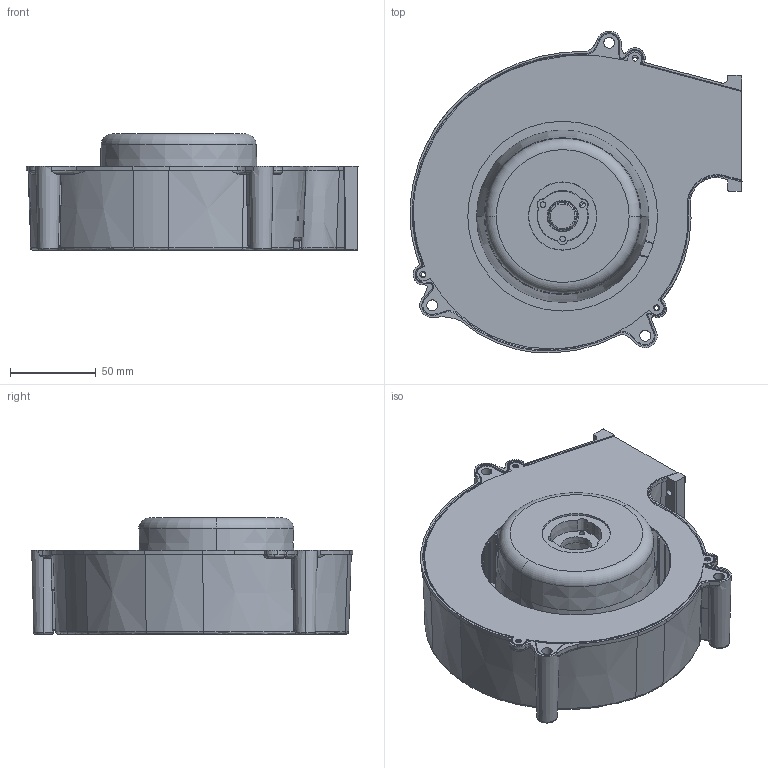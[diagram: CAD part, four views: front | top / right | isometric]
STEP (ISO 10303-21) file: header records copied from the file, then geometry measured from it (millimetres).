
FILE_DESCRIPTION (( 'STEP AP203' ), '1' );
FILE_NAME ('OAB908AN_m0.stp', '2022-08-09T16:36:54', ( '' ), ( '' ), 'SwSTEP 2.0', 'SolidWorks 2018', '' );
FILE_SCHEMA (( 'CONFIG_CONTROL_DESIGN' ));
Length unit declared in the file: millimetre
Products named in the file (1): OAB908AN_m0
Bounding box: 194.13 x 188.23 x 68 mm (x, y, z)
Volume: 293517.1 mm3; surface area: 262063.2 mm2
Topology: 3 solids, 3 shells, 1224 faces, 3496 edges, 2186 vertices
Faces by surface type: cylinder 302, cone 283, plane 262, bspline 220, torus 128, sphere 29
Entity records: 62816 total; most frequent: CARTESIAN_POINT 35354, ORIENTED_EDGE 6954, DIRECTION 4030, EDGE_CURVE 3477, VERTEX_POINT 2186, B_SPLINE_CURVE_WITH_KNOTS 2138, AXIS2_PLACEMENT_3D 1736, EDGE_LOOP 1285
